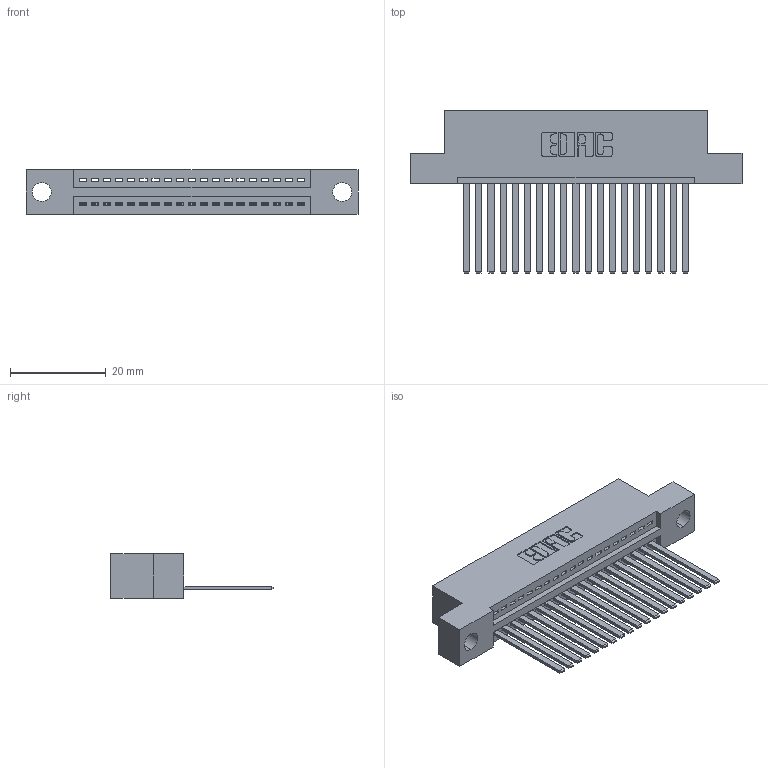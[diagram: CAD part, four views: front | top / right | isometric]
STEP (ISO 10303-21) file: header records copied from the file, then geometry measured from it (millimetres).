
FILE_DESCRIPTION (( 'STEP AP203' ), '1' );
FILE_NAME ('395-019-544-104.STEP', '2021-05-31T14:27:51', ( '' ), ( '' ), 'SwSTEP 2.0', 'SolidWorks 2020', '' );
FILE_SCHEMA (( 'CONFIG_CONTROL_DESIGN' ));
Length unit declared in the file: inch
Products named in the file (3): 345 Part_Flush Mounting Lugs - 0.156 Dia-TI; 345-292-001_345-293-144; 395-019-544-104
Assembly tree (20 placements, depth 2):
  395-019-544-104
    345 Part_Flush Mounting Lugs - 0.156 Dia-TI
    345-292-001_345-293-144  x19
Bounding box: 69.47 x 33.96 x 9.4 mm (x, y, z)
Volume: 6523.9 mm3; surface area: 8860.2 mm2
Topology: 20 solids, 20 shells, 1128 faces, 3379 edges, 2226 vertices
Faces by surface type: plane 778, cylinder 350
Entity records: 17631 total; most frequent: CARTESIAN_POINT 3063, ORIENTED_EDGE 3014, DIRECTION 2705, EDGE_CURVE 1507, LINE 1303, VECTOR 1303, VERTEX_POINT 1002, AXIS2_PLACEMENT_3D 701
